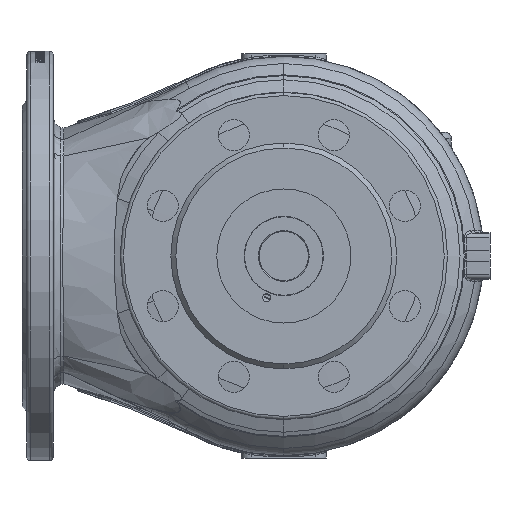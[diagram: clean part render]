
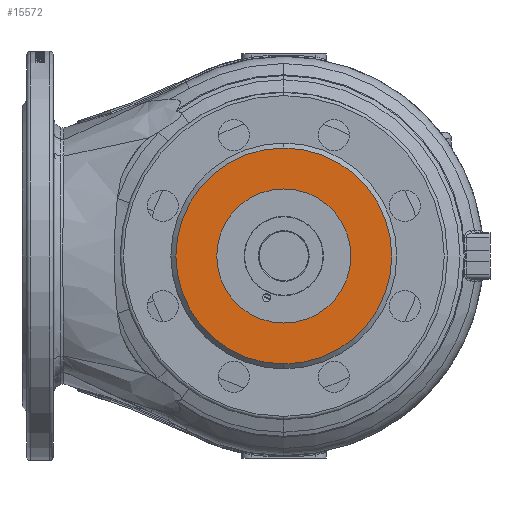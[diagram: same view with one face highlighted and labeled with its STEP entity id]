
A CAD part, front view. The second image highlights one B-rep face of the part: STEP entity #15572.
In plain terms, the highlighted planar face has unit normal (0, -1, 0).
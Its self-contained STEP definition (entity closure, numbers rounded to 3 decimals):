
#273 = EDGE_CURVE ( 'NONE', #17081, #115739, #171858, .T. ) ;
#525 = AXIS2_PLACEMENT_3D ( 'NONE', #91078, #174726, #133565 ) ;
#7043 = CARTESIAN_POINT ( 'NONE',  ( 0., -195., 0. ) ) ;
#7746 = ORIENTED_EDGE ( 'NONE', *, *, #243386, .T. ) ;
#7932 = EDGE_CURVE ( 'NONE', #115739, #17081, #153060, .T. ) ;
#8574 = PLANE ( 'NONE',  #525 ) ;
#13597 = DIRECTION ( 'NONE',  ( 0., 1., 0. ) ) ;
#15572 = ADVANCED_FACE ( 'NONE', ( #85989, #127202 ), #8574, .T. ) ;
#16730 = CARTESIAN_POINT ( 'NONE',  ( 0., -195., -66. ) ) ;
#17081 = VERTEX_POINT ( 'NONE', #16730 ) ;
#17619 = CARTESIAN_POINT ( 'NONE',  ( 0., -195., 41. ) ) ;
#22826 = CARTESIAN_POINT ( 'NONE',  ( 0., -195., 0. ) ) ;
#23236 = CIRCLE ( 'NONE', #101518, 41. ) ;
#26577 = AXIS2_PLACEMENT_3D ( 'NONE', #7043, #206758, #88247 ) ;
#31784 = ORIENTED_EDGE ( 'NONE', *, *, #273, .F. ) ;
#33359 = VERTEX_POINT ( 'NONE', #119204 ) ;
#41910 = AXIS2_PLACEMENT_3D ( 'NONE', #88714, #203395, #66839 ) ;
#44786 = DIRECTION ( 'NONE',  ( 0., 0., -1. ) ) ;
#66839 = DIRECTION ( 'NONE',  ( 0., 0., -1. ) ) ;
#80308 = ORIENTED_EDGE ( 'NONE', *, *, #127948, .T. ) ;
#85989 = FACE_OUTER_BOUND ( 'NONE', #224435, .T. ) ;
#88247 = DIRECTION ( 'NONE',  ( 0., 0., -1. ) ) ;
#88714 = CARTESIAN_POINT ( 'NONE',  ( 0., -195., 0. ) ) ;
#91078 = CARTESIAN_POINT ( 'NONE',  ( 0., -195., 0. ) ) ;
#92164 = EDGE_LOOP ( 'NONE', ( #7746, #80308 ) ) ;
#101518 = AXIS2_PLACEMENT_3D ( 'NONE', #190185, #13597, #170832 ) ;
#113100 = CARTESIAN_POINT ( 'NONE',  ( 0., -195., 66. ) ) ;
#115739 = VERTEX_POINT ( 'NONE', #113100 ) ;
#119204 = CARTESIAN_POINT ( 'NONE',  ( 0., -195., -41. ) ) ;
#127202 = FACE_BOUND ( 'NONE', #92164, .T. ) ;
#127948 = EDGE_CURVE ( 'NONE', #33359, #186738, #162321, .T. ) ;
#133565 = DIRECTION ( 'NONE',  ( 0., 0., -1. ) ) ;
#153060 = CIRCLE ( 'NONE', #41910, 66. ) ;
#162321 = CIRCLE ( 'NONE', #26577, 41. ) ;
#167783 = AXIS2_PLACEMENT_3D ( 'NONE', #22826, #241856, #44786 ) ;
#170832 = DIRECTION ( 'NONE',  ( 0., 0., -1. ) ) ;
#171858 = CIRCLE ( 'NONE', #167783, 66. ) ;
#174726 = DIRECTION ( 'NONE',  ( 0., -1., 0. ) ) ;
#186738 = VERTEX_POINT ( 'NONE', #17619 ) ;
#190185 = CARTESIAN_POINT ( 'NONE',  ( 0., -195., 0. ) ) ;
#203395 = DIRECTION ( 'NONE',  ( 0., 1., 0. ) ) ;
#206758 = DIRECTION ( 'NONE',  ( 0., 1., 0. ) ) ;
#208550 = ORIENTED_EDGE ( 'NONE', *, *, #7932, .F. ) ;
#224435 = EDGE_LOOP ( 'NONE', ( #208550, #31784 ) ) ;
#241856 = DIRECTION ( 'NONE',  ( 0., 1., 0. ) ) ;
#243386 = EDGE_CURVE ( 'NONE', #186738, #33359, #23236, .T. ) ;
